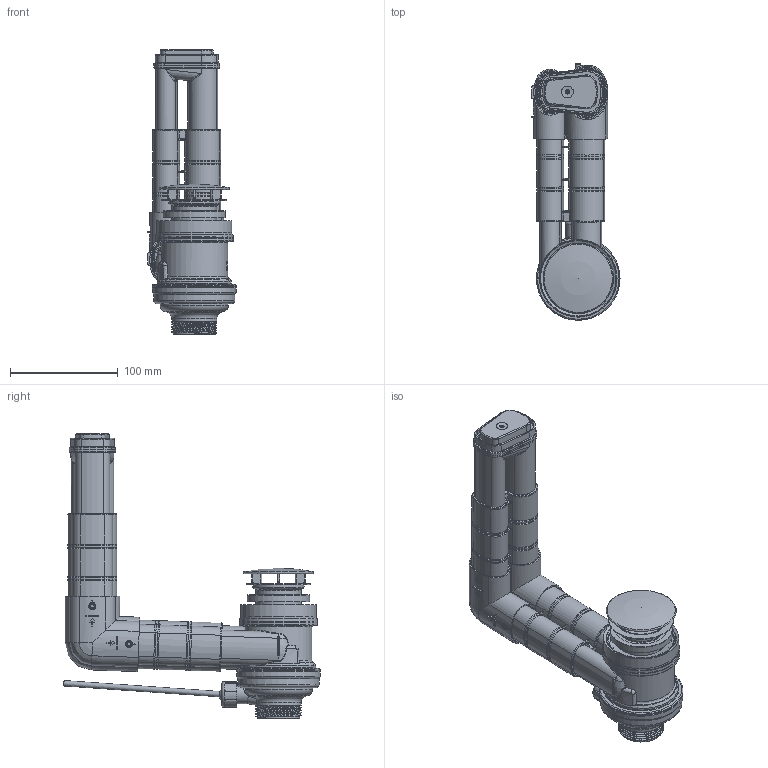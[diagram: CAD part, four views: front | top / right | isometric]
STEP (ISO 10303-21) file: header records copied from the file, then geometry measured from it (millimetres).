
FILE_DESCRIPTION(/* description */ (''),/* implementation_level */ '2;1');
FILE_NAME(/* name */ 'ViFlow.stp',/* time_stamp */ '2017-02-10T10:26:26+01:00',/* author */ (''),/* organization */ (''),/* preprocessor_version */ 'ST-DEVELOPER v16',/* originating_system */ 'SIEMENS PLM Software NX 10.0',/* authorisation */ '');
FILE_SCHEMA (('AUTOMOTIVE_DESIGN { 1 0 10303 214 3 1 1 1 }'));
Length unit declared in the file: millimetre
Products named in the file (1): weil250037325jhw
Bounding box: 81.8 x 238.11 x 264 mm (x, y, z)
Volume: 452616.3 mm3; surface area: 435221 mm2
Topology: 33 solids, 35 shells, 3350 faces, 7868 edges, 4608 vertices
Faces by surface type: torus 900, cylinder 713, bspline 655, plane 521, cone 484, sphere 61, revolution 14, extrusion 2
Full cylindrical faces by diameter (mm): 0.98 x2, 1.8 x1, 2 x1, 3.431 x2, 5 x2, 6 x1, 6.8 x1, 11 x1, 11.5 x1, 17 x1, 18.6 x5, 19 x5, 24 x1, 25.5 x2, 30.5 x2, 31.5 x1, 38.9 x1, 39.25 x5, 39.6 x1, 41.91 x1, 42 x2, 42.5 x1, 43.8 x2, 44 x1, 48.5 x1, 49 x1, 51.5 x1, 58 x2, 61 x1, 62 x1
Entity records: 135205 total; most frequent: CARTESIAN_POINT 64623, ORIENTED_EDGE 14960, DIRECTION 14358, EDGE_CURVE 7482, AXIS2_PLACEMENT_3D 6372, VERTEX_POINT 4500, EDGE_LOOP 3730, CIRCLE 3597
